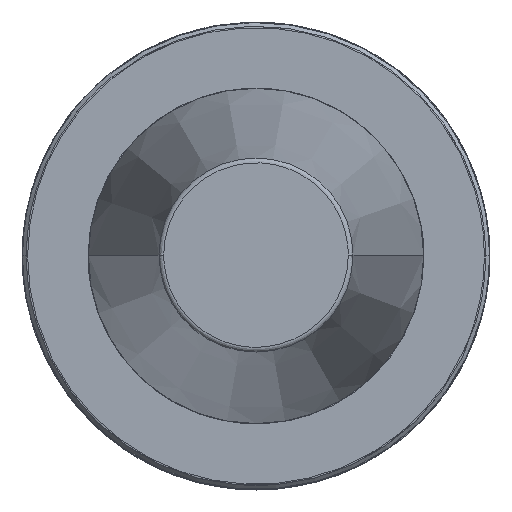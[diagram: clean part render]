
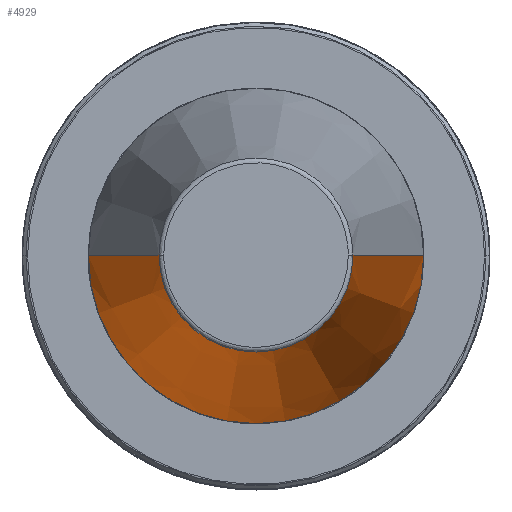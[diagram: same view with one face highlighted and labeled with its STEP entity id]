
A CAD part, top view. The second image highlights one B-rep face of the part: STEP entity #4929.
In plain terms, the highlighted conical face has half-angle 8.297 degrees and reference radius 34.925 mm.
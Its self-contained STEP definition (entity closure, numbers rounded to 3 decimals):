
#31 = DIRECTION ( 'NONE',  ( -0.144, 0., -0.99 ) ) ;
#338 = ORIENTED_EDGE ( 'NONE', *, *, #3795, .T. ) ;
#522 = CARTESIAN_POINT ( 'NONE',  ( 0., 0., 100.894 ) ) ;
#606 = DIRECTION ( 'NONE',  ( -1., 0., 0. ) ) ;
#812 = AXIS2_PLACEMENT_3D ( 'NONE', #4372, #3574, #4124 ) ;
#912 = DIRECTION ( 'NONE',  ( -1., 0., 0. ) ) ;
#992 = DIRECTION ( 'NONE',  ( 0., 0., -1. ) ) ;
#1447 = VERTEX_POINT ( 'NONE', #4031 ) ;
#1484 = CIRCLE ( 'NONE', #812, 34.925 ) ;
#1711 = VERTEX_POINT ( 'NONE', #3648 ) ;
#1773 = ORIENTED_EDGE ( 'NONE', *, *, #4718, .T. ) ;
#1956 = ORIENTED_EDGE ( 'NONE', *, *, #2936, .F. ) ;
#2083 = CARTESIAN_POINT ( 'NONE',  ( -34.925, 0., 0. ) ) ;
#2776 = CONICAL_SURFACE ( 'NONE', #4568, 34.925, 0.145 ) ;
#2802 = EDGE_LOOP ( 'NONE', ( #3279, #1773, #338, #1956 ) ) ;
#2842 = CIRCLE ( 'NONE', #4172, 20.211 ) ;
#2863 = LINE ( 'NONE', #3272, #3071 ) ;
#2936 = EDGE_CURVE ( 'NONE', #4007, #1711, #1484, .T. ) ;
#3071 = VECTOR ( 'NONE', #3328, 1000. ) ;
#3193 = LINE ( 'NONE', #2083, #3220 ) ;
#3220 = VECTOR ( 'NONE', #31, 1000. ) ;
#3244 = DIRECTION ( 'NONE',  ( 0., 0., -1. ) ) ;
#3247 = VERTEX_POINT ( 'NONE', #3910 ) ;
#3272 = CARTESIAN_POINT ( 'NONE',  ( 34.925, 0., 0. ) ) ;
#3279 = ORIENTED_EDGE ( 'NONE', *, *, #3730, .F. ) ;
#3328 = DIRECTION ( 'NONE',  ( 0.144, 0., -0.99 ) ) ;
#3334 = CARTESIAN_POINT ( 'NONE',  ( 0., 0., 0. ) ) ;
#3574 = DIRECTION ( 'NONE',  ( 0., 0., -1. ) ) ;
#3640 = CARTESIAN_POINT ( 'NONE',  ( 34.925, 0., 0. ) ) ;
#3648 = CARTESIAN_POINT ( 'NONE',  ( -34.925, 0., 0. ) ) ;
#3649 = FACE_OUTER_BOUND ( 'NONE', #2802, .T. ) ;
#3730 = EDGE_CURVE ( 'NONE', #1447, #4007, #2863, .T. ) ;
#3795 = EDGE_CURVE ( 'NONE', #3247, #1711, #3193, .T. ) ;
#3910 = CARTESIAN_POINT ( 'NONE',  ( -20.211, 0., 100.894 ) ) ;
#4007 = VERTEX_POINT ( 'NONE', #3640 ) ;
#4031 = CARTESIAN_POINT ( 'NONE',  ( 20.211, 0., 100.894 ) ) ;
#4124 = DIRECTION ( 'NONE',  ( 1., 0., 0. ) ) ;
#4172 = AXIS2_PLACEMENT_3D ( 'NONE', #522, #3244, #912 ) ;
#4372 = CARTESIAN_POINT ( 'NONE',  ( 0., 0., 0. ) ) ;
#4568 = AXIS2_PLACEMENT_3D ( 'NONE', #3334, #992, #606 ) ;
#4718 = EDGE_CURVE ( 'NONE', #1447, #3247, #2842, .T. ) ;
#4929 = ADVANCED_FACE ( 'NONE', ( #3649 ), #2776, .T. ) ;
